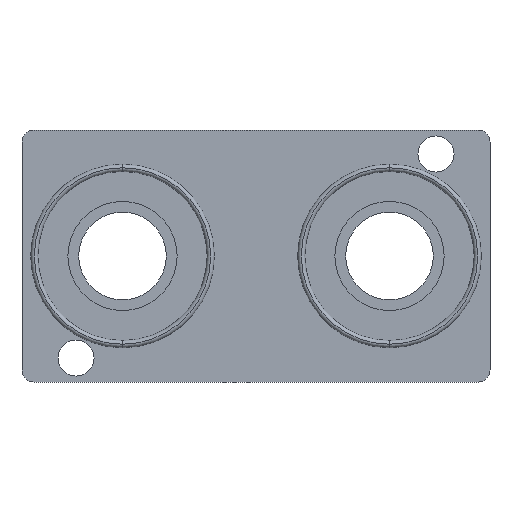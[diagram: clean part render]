
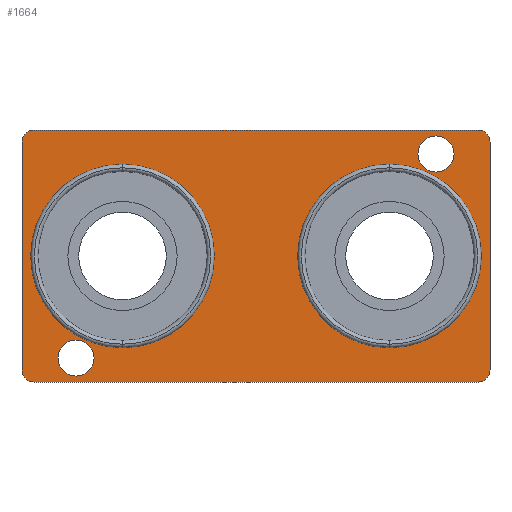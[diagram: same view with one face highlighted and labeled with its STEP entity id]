
A CAD part, front view. The second image highlights one B-rep face of the part: STEP entity #1664.
In plain terms, the highlighted planar face has unit normal (0, -1, 0).
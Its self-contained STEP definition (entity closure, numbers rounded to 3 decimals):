
#19 = ORIENTED_EDGE ( 'NONE', *, *, #1049, .F. ) ;
#40 = EDGE_CURVE ( 'NONE', #570, #1712, #962, .T. ) ;
#42 = EDGE_CURVE ( 'NONE', #168, #1370, #255, .T. ) ;
#64 = CARTESIAN_POINT ( 'NONE',  ( 1., 0., 0. ) ) ;
#69 = CARTESIAN_POINT ( 'NONE',  ( 39., 0., 0. ) ) ;
#76 = CARTESIAN_POINT ( 'NONE',  ( 39., 0., -1. ) ) ;
#81 = DIRECTION ( 'NONE',  ( 0., 0., -1. ) ) ;
#88 = VERTEX_POINT ( 'NONE', #379 ) ;
#96 = CARTESIAN_POINT ( 'NONE',  ( 0., 0., 0. ) ) ;
#110 = ORIENTED_EDGE ( 'NONE', *, *, #680, .T. ) ;
#127 = CIRCLE ( 'NONE', #252, 1.5 ) ;
#139 = VERTEX_POINT ( 'NONE', #1270 ) ;
#163 = CARTESIAN_POINT ( 'NONE',  ( 30.625, 0., -18.15 ) ) ;
#168 = VERTEX_POINT ( 'NONE', #1162 ) ;
#176 = AXIS2_PLACEMENT_3D ( 'NONE', #1255, #450, #1389 ) ;
#190 = DIRECTION ( 'NONE',  ( 0., 1., 0. ) ) ;
#209 = EDGE_CURVE ( 'NONE', #570, #139, #727, .T. ) ;
#236 = ORIENTED_EDGE ( 'NONE', *, *, #813, .F. ) ;
#252 = AXIS2_PLACEMENT_3D ( 'NONE', #769, #1684, #901 ) ;
#255 = CIRCLE ( 'NONE', #1008, 1.5 ) ;
#286 = CARTESIAN_POINT ( 'NONE',  ( 34.5, 0., -3.5 ) ) ;
#315 = CIRCLE ( 'NONE', #1238, 1. ) ;
#329 = CARTESIAN_POINT ( 'NONE',  ( 4.5, 0., -19. ) ) ;
#341 = ORIENTED_EDGE ( 'NONE', *, *, #453, .T. ) ;
#354 = FACE_BOUND ( 'NONE', #1101, .T. ) ;
#379 = CARTESIAN_POINT ( 'NONE',  ( 8.375, 0., -2.85 ) ) ;
#391 = DIRECTION ( 'NONE',  ( 0., -1., 0. ) ) ;
#398 = FACE_BOUND ( 'NONE', #1668, .T. ) ;
#409 = ORIENTED_EDGE ( 'NONE', *, *, #858, .T. ) ;
#417 = DIRECTION ( 'NONE',  ( 0., -1., 0. ) ) ;
#419 = EDGE_CURVE ( 'NONE', #972, #1712, #581, .T. ) ;
#449 = AXIS2_PLACEMENT_3D ( 'NONE', #996, #190, #1125 ) ;
#450 = DIRECTION ( 'NONE',  ( 0., -1., 0. ) ) ;
#453 = EDGE_CURVE ( 'NONE', #972, #1527, #1265, .T. ) ;
#465 = VERTEX_POINT ( 'NONE', #286 ) ;
#475 = ORIENTED_EDGE ( 'NONE', *, *, #419, .F. ) ;
#491 = CARTESIAN_POINT ( 'NONE',  ( 8.375, 0., -18.15 ) ) ;
#503 = DIRECTION ( 'NONE',  ( 0., 0., 1. ) ) ;
#530 = DIRECTION ( 'NONE',  ( 0., -1., 0. ) ) ;
#539 = VERTEX_POINT ( 'NONE', #1243 ) ;
#550 = VERTEX_POINT ( 'NONE', #163 ) ;
#556 = ORIENTED_EDGE ( 'NONE', *, *, #1445, .F. ) ;
#562 = CIRCLE ( 'NONE', #176, 7.65 ) ;
#570 = VERTEX_POINT ( 'NONE', #576 ) ;
#576 = CARTESIAN_POINT ( 'NONE',  ( 0., 0., -20. ) ) ;
#581 = LINE ( 'NONE', #1603, #1608 ) ;
#622 = DIRECTION ( 'NONE',  ( 0., -1., 0. ) ) ;
#632 = EDGE_CURVE ( 'NONE', #1190, #1527, #1624, .T. ) ;
#668 = CIRCLE ( 'NONE', #1334, 1.5 ) ;
#678 = CARTESIAN_POINT ( 'NONE',  ( 38., 0., -21. ) ) ;
#680 = EDGE_CURVE ( 'NONE', #1190, #539, #1543, .T. ) ;
#687 = DIRECTION ( 'NONE',  ( 0., -1., 0. ) ) ;
#697 = EDGE_CURVE ( 'NONE', #993, #550, #884, .T. ) ;
#698 = FACE_BOUND ( 'NONE', #768, .T. ) ;
#713 = CARTESIAN_POINT ( 'NONE',  ( 0., 0., 0. ) ) ;
#715 = EDGE_CURVE ( 'NONE', #1494, #465, #127, .T. ) ;
#719 = CARTESIAN_POINT ( 'NONE',  ( 39., 0., -20. ) ) ;
#727 = LINE ( 'NONE', #1313, #1544 ) ;
#766 = AXIS2_PLACEMENT_3D ( 'NONE', #1229, #417, #1363 ) ;
#768 = EDGE_LOOP ( 'NONE', ( #19, #236 ) ) ;
#769 = CARTESIAN_POINT ( 'NONE',  ( 34.5, 0., -2. ) ) ;
#772 = DIRECTION ( 'NONE',  ( 0., 0., -1. ) ) ;
#801 = CARTESIAN_POINT ( 'NONE',  ( 34.5, 0., -2. ) ) ;
#813 = EDGE_CURVE ( 'NONE', #1269, #88, #1030, .T. ) ;
#836 = AXIS2_PLACEMENT_3D ( 'NONE', #1497, #687, #1620 ) ;
#847 = EDGE_CURVE ( 'NONE', #1548, #139, #315, .T. ) ;
#851 = DIRECTION ( 'NONE',  ( 1., 0., 0. ) ) ;
#853 = DIRECTION ( 'NONE',  ( 0., 0., -1. ) ) ;
#858 = EDGE_CURVE ( 'NONE', #465, #1494, #668, .T. ) ;
#884 = CIRCLE ( 'NONE', #1700, 7.65 ) ;
#890 = DIRECTION ( 'NONE',  ( 0., -1., 0. ) ) ;
#891 = ORIENTED_EDGE ( 'NONE', *, *, #42, .T. ) ;
#901 = DIRECTION ( 'NONE',  ( 0., 0., 1. ) ) ;
#918 = CARTESIAN_POINT ( 'NONE',  ( 4.5, 0., -17.5 ) ) ;
#924 = AXIS2_PLACEMENT_3D ( 'NONE', #1117, #1638, #853 ) ;
#940 = DIRECTION ( 'NONE',  ( 0., 0., 1. ) ) ;
#951 = ORIENTED_EDGE ( 'NONE', *, *, #1084, .T. ) ;
#962 = CIRCLE ( 'NONE', #924, 1. ) ;
#963 = AXIS2_PLACEMENT_3D ( 'NONE', #1197, #391, #1336 ) ;
#972 = VERTEX_POINT ( 'NONE', #678 ) ;
#992 = EDGE_CURVE ( 'NONE', #550, #993, #1522, .T. ) ;
#993 = VERTEX_POINT ( 'NONE', #1094 ) ;
#996 = CARTESIAN_POINT ( 'NONE',  ( 4.5, 0., -19. ) ) ;
#1008 = AXIS2_PLACEMENT_3D ( 'NONE', #329, #1394, #1653 ) ;
#1010 = DIRECTION ( 'NONE',  ( 0., 0., -1. ) ) ;
#1011 = AXIS2_PLACEMENT_3D ( 'NONE', #96, #1564, #772 ) ;
#1030 = CIRCLE ( 'NONE', #963, 7.65 ) ;
#1049 = EDGE_CURVE ( 'NONE', #88, #1269, #562, .T. ) ;
#1063 = ORIENTED_EDGE ( 'NONE', *, *, #632, .F. ) ;
#1084 = EDGE_CURVE ( 'NONE', #1370, #168, #1201, .T. ) ;
#1094 = CARTESIAN_POINT ( 'NONE',  ( 30.625, 0., -2.85 ) ) ;
#1101 = EDGE_LOOP ( 'NONE', ( #409, #1298 ) ) ;
#1106 = FACE_OUTER_BOUND ( 'NONE', #1400, .T. ) ;
#1117 = CARTESIAN_POINT ( 'NONE',  ( 1., 0., -20. ) ) ;
#1125 = DIRECTION ( 'NONE',  ( 0., 0., 1. ) ) ;
#1162 = CARTESIAN_POINT ( 'NONE',  ( 4.5, 0., -20.5 ) ) ;
#1163 = ORIENTED_EDGE ( 'NONE', *, *, #697, .F. ) ;
#1173 = PLANE ( 'NONE',  #1011 ) ;
#1190 = VERTEX_POINT ( 'NONE', #76 ) ;
#1197 = CARTESIAN_POINT ( 'NONE',  ( 8.375, 0., -10.5 ) ) ;
#1201 = CIRCLE ( 'NONE', #449, 1.5 ) ;
#1229 = CARTESIAN_POINT ( 'NONE',  ( 38., 0., -20. ) ) ;
#1238 = AXIS2_PLACEMENT_3D ( 'NONE', #1343, #530, #1470 ) ;
#1243 = CARTESIAN_POINT ( 'NONE',  ( 38., 0., 0. ) ) ;
#1255 = CARTESIAN_POINT ( 'NONE',  ( 8.375, 0., -10.5 ) ) ;
#1265 = CIRCLE ( 'NONE', #766, 1. ) ;
#1269 = VERTEX_POINT ( 'NONE', #491 ) ;
#1270 = CARTESIAN_POINT ( 'NONE',  ( 0., 0., -1. ) ) ;
#1291 = VECTOR ( 'NONE', #1010, 1000. ) ;
#1298 = ORIENTED_EDGE ( 'NONE', *, *, #715, .T. ) ;
#1313 = CARTESIAN_POINT ( 'NONE',  ( 0., 0., 0. ) ) ;
#1334 = AXIS2_PLACEMENT_3D ( 'NONE', #801, #1716, #940 ) ;
#1336 = DIRECTION ( 'NONE',  ( 0., 0., -1. ) ) ;
#1343 = CARTESIAN_POINT ( 'NONE',  ( 1., 0., -1. ) ) ;
#1363 = DIRECTION ( 'NONE',  ( 0., 0., -1. ) ) ;
#1370 = VERTEX_POINT ( 'NONE', #918 ) ;
#1372 = ORIENTED_EDGE ( 'NONE', *, *, #992, .F. ) ;
#1389 = DIRECTION ( 'NONE',  ( 0., 0., -1. ) ) ;
#1392 = CARTESIAN_POINT ( 'NONE',  ( 34.5, 0., -0.5 ) ) ;
#1393 = ORIENTED_EDGE ( 'NONE', *, *, #847, .T. ) ;
#1394 = DIRECTION ( 'NONE',  ( 0., 1., 0. ) ) ;
#1400 = EDGE_LOOP ( 'NONE', ( #556, #1393, #1545, #1613, #475, #341, #1063, #110 ) ) ;
#1407 = VECTOR ( 'NONE', #851, 1000. ) ;
#1431 = CARTESIAN_POINT ( 'NONE',  ( 30.625, 0., -10.5 ) ) ;
#1445 = EDGE_CURVE ( 'NONE', #1548, #539, #1453, .T. ) ;
#1450 = EDGE_LOOP ( 'NONE', ( #1163, #1372 ) ) ;
#1453 = LINE ( 'NONE', #713, #1407 ) ;
#1470 = DIRECTION ( 'NONE',  ( 0., 0., -1. ) ) ;
#1471 = FACE_BOUND ( 'NONE', #1450, .T. ) ;
#1494 = VERTEX_POINT ( 'NONE', #1392 ) ;
#1497 = CARTESIAN_POINT ( 'NONE',  ( 30.625, 0., -10.5 ) ) ;
#1522 = CIRCLE ( 'NONE', #836, 7.65 ) ;
#1527 = VERTEX_POINT ( 'NONE', #719 ) ;
#1543 = CIRCLE ( 'NONE', #1615, 1. ) ;
#1544 = VECTOR ( 'NONE', #503, 1000. ) ;
#1545 = ORIENTED_EDGE ( 'NONE', *, *, #209, .F. ) ;
#1548 = VERTEX_POINT ( 'NONE', #64 ) ;
#1554 = DIRECTION ( 'NONE',  ( 0., 0., -1. ) ) ;
#1564 = DIRECTION ( 'NONE',  ( 0., -1., 0. ) ) ;
#1572 = CARTESIAN_POINT ( 'NONE',  ( 1., 0., -21. ) ) ;
#1603 = CARTESIAN_POINT ( 'NONE',  ( 0., 0., -21. ) ) ;
#1608 = VECTOR ( 'NONE', #1725, 1000. ) ;
#1613 = ORIENTED_EDGE ( 'NONE', *, *, #40, .T. ) ;
#1615 = AXIS2_PLACEMENT_3D ( 'NONE', #1671, #890, #81 ) ;
#1620 = DIRECTION ( 'NONE',  ( 0., 0., -1. ) ) ;
#1624 = LINE ( 'NONE', #69, #1291 ) ;
#1638 = DIRECTION ( 'NONE',  ( 0., -1., 0. ) ) ;
#1653 = DIRECTION ( 'NONE',  ( 0., 0., 1. ) ) ;
#1664 = ADVANCED_FACE ( 'NONE', ( #1471, #698, #398, #1106, #354 ), #1173, .T. ) ;
#1668 = EDGE_LOOP ( 'NONE', ( #891, #951 ) ) ;
#1671 = CARTESIAN_POINT ( 'NONE',  ( 38., 0., -1. ) ) ;
#1684 = DIRECTION ( 'NONE',  ( 0., 1., 0. ) ) ;
#1700 = AXIS2_PLACEMENT_3D ( 'NONE', #1431, #622, #1554 ) ;
#1712 = VERTEX_POINT ( 'NONE', #1572 ) ;
#1716 = DIRECTION ( 'NONE',  ( 0., 1., 0. ) ) ;
#1725 = DIRECTION ( 'NONE',  ( -1., 0., 0. ) ) ;
